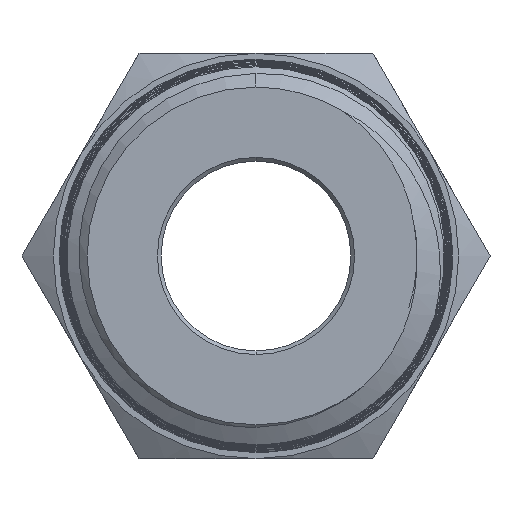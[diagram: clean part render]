
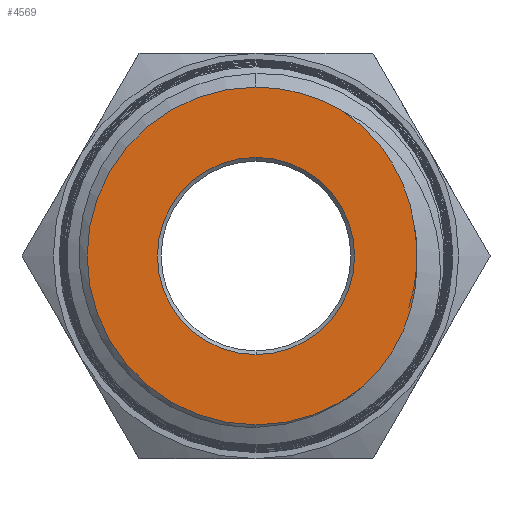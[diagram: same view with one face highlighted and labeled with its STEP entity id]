
A CAD part, front view. The second image highlights one B-rep face of the part: STEP entity #4569.
In plain terms, the highlighted planar face has unit normal (0, -1, 0).
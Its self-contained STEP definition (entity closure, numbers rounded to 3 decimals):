
#151 = AXIS2_PLACEMENT_3D ( 'NONE', #3343, #9468, #4201 ) ;
#279 = AXIS2_PLACEMENT_3D ( 'NONE', #5451, #282, #6331 ) ;
#282 = DIRECTION ( 'NONE',  ( 0., -1., 0. ) ) ;
#300 = VERTEX_POINT ( 'NONE', #10797 ) ;
#688 = CARTESIAN_POINT ( 'NONE',  ( 5.85, -19.5, -7.057 ) ) ;
#725 = CARTESIAN_POINT ( 'NONE',  ( 8.734, -19.5, -0.48 ) ) ;
#764 = CARTESIAN_POINT ( 'NONE',  ( 7.646, -19.5, 4.646 ) ) ;
#1044 = DIRECTION ( 'NONE',  ( 0., 1., 0. ) ) ;
#1059 = VERTEX_POINT ( 'NONE', #7414 ) ;
#1311 = ORIENTED_EDGE ( 'NONE', *, *, #6575, .T. ) ;
#1371 = VERTEX_POINT ( 'NONE', #10230 ) ;
#1547 = FACE_OUTER_BOUND ( 'NONE', #6878, .T. ) ;
#1657 = CARTESIAN_POINT ( 'NONE',  ( 6.572, -19.5, 6.224 ) ) ;
#1865 = EDGE_CURVE ( 'NONE', #300, #3640, #7483, .T. ) ;
#2152 = ORIENTED_EDGE ( 'NONE', *, *, #1865, .T. ) ;
#2160 = DIRECTION ( 'NONE',  ( 0., -1., 0. ) ) ;
#2274 = CIRCLE ( 'NONE', #279, 9.166 ) ;
#2334 = EDGE_CURVE ( 'NONE', #8346, #1371, #10914, .T. ) ;
#2399 = CARTESIAN_POINT ( 'NONE',  ( 8.772, -19.5, 0.218 ) ) ;
#2464 = ORIENTED_EDGE ( 'NONE', *, *, #8865, .T. ) ;
#2470 = CARTESIAN_POINT ( 'NONE',  ( 6.289, -19.5, -6.629 ) ) ;
#2542 = CARTESIAN_POINT ( 'NONE',  ( 5.659, -19.5, 7.13 ) ) ;
#2584 = AXIS2_PLACEMENT_3D ( 'NONE', #6222, #1044, #7101 ) ;
#2729 = DIRECTION ( 'NONE',  ( 0., 1., 0. ) ) ;
#2995 = CARTESIAN_POINT ( 'NONE',  ( 8.734, -19.5, -0.48 ) ) ;
#3281 = AXIS2_PLACEMENT_3D ( 'NONE', #7318, #2160, #8224 ) ;
#3324 = CARTESIAN_POINT ( 'NONE',  ( 6.889, -19.5, -5.923 ) ) ;
#3343 = CARTESIAN_POINT ( 'NONE',  ( 0., -19.5, 0. ) ) ;
#3403 = CARTESIAN_POINT ( 'NONE',  ( 4.912, -19.5, 7.726 ) ) ;
#3616 = CIRCLE ( 'NONE', #10561, 5.35 ) ;
#3640 = VERTEX_POINT ( 'NONE', #4070 ) ;
#3833 = B_SPLINE_CURVE_WITH_KNOTS ( 'NONE', 3,
 ( #10405, #5061, #11322, #5941, #764, #6821, #1657, #7711, #2542, #8617, #3403, #9532 ),
 .UNSPECIFIED., .F., .F.,
 ( 4, 2, 2, 2, 2, 4 ),
 ( 0., 0.002, 0.004, 0.006, 0.007, 0.008 ),
 .UNSPECIFIED. ) ;
#4070 = CARTESIAN_POINT ( 'NONE',  ( 5.85, -19.5, -7.057 ) ) ;
#4108 = CARTESIAN_POINT ( 'NONE',  ( 8.726, -19.5, 0.92 ) ) ;
#4181 = CARTESIAN_POINT ( 'NONE',  ( 7.732, -19.5, -4.636 ) ) ;
#4201 = DIRECTION ( 'NONE',  ( 0., 0., -1. ) ) ;
#4264 = ORIENTED_EDGE ( 'NONE', *, *, #2334, .T. ) ;
#4316 = ORIENTED_EDGE ( 'NONE', *, *, #8724, .T. ) ;
#4394 = EDGE_CURVE ( 'NONE', #10989, #8580, #4902, .T. ) ;
#4414 = DIRECTION ( 'NONE',  ( 0., -1., 0. ) ) ;
#4569 = ADVANCED_FACE ( 'NONE', ( #6136, #1547 ), #10347, .T. ) ;
#4902 = CIRCLE ( 'NONE', #3281, 9.166 ) ;
#5025 = CARTESIAN_POINT ( 'NONE',  ( 8.419, -19.5, -2.916 ) ) ;
#5061 = CARTESIAN_POINT ( 'NONE',  ( 8.515, -19.5, 2.246 ) ) ;
#5451 = CARTESIAN_POINT ( 'NONE',  ( 0., -19.5, 0. ) ) ;
#5860 = CARTESIAN_POINT ( 'NONE',  ( 6.075, -19.5, -6.849 ) ) ;
#5903 = CARTESIAN_POINT ( 'NONE',  ( 8.736, -19.5, -1.102 ) ) ;
#5941 = CARTESIAN_POINT ( 'NONE',  ( 7.931, -19.5, 4.062 ) ) ;
#6081 = AXIS2_PLACEMENT_3D ( 'NONE', #9704, #4414, #10610 ) ;
#6136 = FACE_BOUND ( 'NONE', #8525, .T. ) ;
#6222 = CARTESIAN_POINT ( 'NONE',  ( 0., -19.5, 0. ) ) ;
#6331 = DIRECTION ( 'NONE',  ( 0., 0., -1. ) ) ;
#6575 = EDGE_CURVE ( 'NONE', #1059, #9152, #6642, .T. ) ;
#6642 = CIRCLE ( 'NONE', #2584, 5.35 ) ;
#6821 = CARTESIAN_POINT ( 'NONE',  ( 6.966, -19.5, 5.725 ) ) ;
#6878 = EDGE_LOOP ( 'NONE', ( #4264, #4316, #10602, #8556, #2152, #7487 ) ) ;
#7101 = DIRECTION ( 'NONE',  ( 0., 0., -1. ) ) ;
#7206 = CARTESIAN_POINT ( 'NONE',  ( 0., -19.5, -5.35 ) ) ;
#7318 = CARTESIAN_POINT ( 'NONE',  ( 0., -19.5, 0. ) ) ;
#7414 = CARTESIAN_POINT ( 'NONE',  ( 0., -19.5, 5.35 ) ) ;
#7483 = CIRCLE ( 'NONE', #6081, 9.166 ) ;
#7487 = ORIENTED_EDGE ( 'NONE', *, *, #11347, .T. ) ;
#7711 = CARTESIAN_POINT ( 'NONE',  ( 5.896, -19.5, 6.913 ) ) ;
#7910 = CARTESIAN_POINT ( 'NONE',  ( 0., -19.5, 0. ) ) ;
#8192 = B_SPLINE_CURVE_WITH_KNOTS ( 'NONE', 3,
 ( #688, #5860, #2470, #8540, #3324, #9447, #4181, #10365, #5025, #11277, #5903, #725 ),
 .UNSPECIFIED., .F., .F.,
 ( 4, 2, 2, 2, 2, 4 ),
 ( 0.005, 0.006, 0.007, 0.008, 0.01, 0.012 ),
 .UNSPECIFIED. ) ;
#8224 = DIRECTION ( 'NONE',  ( 0., 0., -1. ) ) ;
#8326 = CARTESIAN_POINT ( 'NONE',  ( 0., -19.5, 9.166 ) ) ;
#8346 = VERTEX_POINT ( 'NONE', #2995 ) ;
#8468 = CARTESIAN_POINT ( 'NONE',  ( 8.734, -19.5, -0.48 ) ) ;
#8525 = EDGE_LOOP ( 'NONE', ( #2464, #1311 ) ) ;
#8540 = CARTESIAN_POINT ( 'NONE',  ( 6.695, -19.5, -6.167 ) ) ;
#8556 = ORIENTED_EDGE ( 'NONE', *, *, #10115, .T. ) ;
#8580 = VERTEX_POINT ( 'NONE', #8326 ) ;
#8617 = CARTESIAN_POINT ( 'NONE',  ( 5.167, -19.5, 7.536 ) ) ;
#8724 = EDGE_CURVE ( 'NONE', #1371, #10989, #3833, .T. ) ;
#8810 = DIRECTION ( 'NONE',  ( 0., 0., -1. ) ) ;
#8865 = EDGE_CURVE ( 'NONE', #9152, #1059, #3616, .T. ) ;
#9152 = VERTEX_POINT ( 'NONE', #7206 ) ;
#9447 = CARTESIAN_POINT ( 'NONE',  ( 7.428, -19.5, -5.169 ) ) ;
#9468 = DIRECTION ( 'NONE',  ( 0., -1., 0. ) ) ;
#9532 = CARTESIAN_POINT ( 'NONE',  ( 4.647, -19.5, 7.901 ) ) ;
#9704 = CARTESIAN_POINT ( 'NONE',  ( 0., -19.5, 0. ) ) ;
#10115 = EDGE_CURVE ( 'NONE', #8580, #300, #2274, .T. ) ;
#10161 = CARTESIAN_POINT ( 'NONE',  ( 4.647, -19.5, 7.901 ) ) ;
#10230 = CARTESIAN_POINT ( 'NONE',  ( 8.598, -19.5, 1.607 ) ) ;
#10287 = CARTESIAN_POINT ( 'NONE',  ( 8.598, -19.5, 1.607 ) ) ;
#10347 = PLANE ( 'NONE',  #151 ) ;
#10365 = CARTESIAN_POINT ( 'NONE',  ( 8.227, -19.5, -3.513 ) ) ;
#10405 = CARTESIAN_POINT ( 'NONE',  ( 8.598, -19.5, 1.607 ) ) ;
#10561 = AXIS2_PLACEMENT_3D ( 'NONE', #7910, #2729, #8810 ) ;
#10602 = ORIENTED_EDGE ( 'NONE', *, *, #4394, .T. ) ;
#10610 = DIRECTION ( 'NONE',  ( 0., 0., -1. ) ) ;
#10797 = CARTESIAN_POINT ( 'NONE',  ( 0., -19.5, -9.166 ) ) ;
#10914 = B_SPLINE_CURVE_WITH_KNOTS ( 'NONE', 3,
 ( #8468, #2399, #4108, #10287 ),
 .UNSPECIFIED., .F., .F.,
 ( 4, 4 ),
 ( 0., 0.002 ),
 .UNSPECIFIED. ) ;
#10989 = VERTEX_POINT ( 'NONE', #10161 ) ;
#11277 = CARTESIAN_POINT ( 'NONE',  ( 8.672, -19.5, -1.713 ) ) ;
#11322 = CARTESIAN_POINT ( 'NONE',  ( 8.364, -19.5, 2.865 ) ) ;
#11347 = EDGE_CURVE ( 'NONE', #3640, #8346, #8192, .T. ) ;
